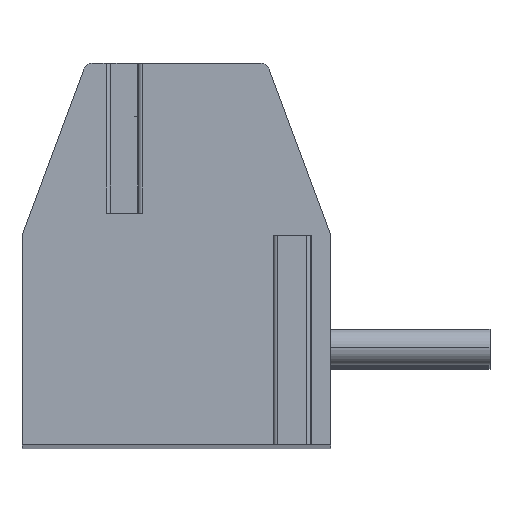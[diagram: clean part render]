
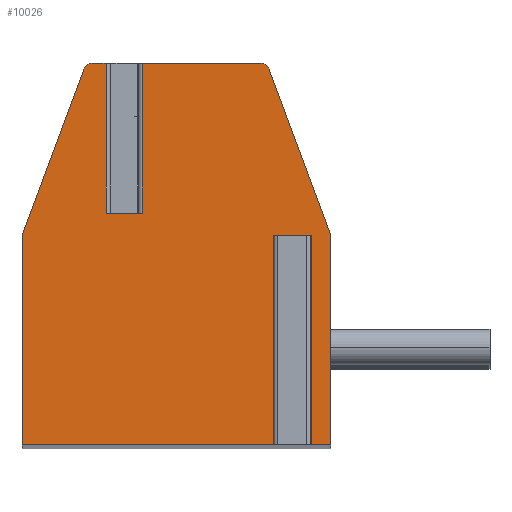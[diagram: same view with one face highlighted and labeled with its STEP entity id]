
A CAD part, top view. The second image highlights one B-rep face of the part: STEP entity #10026.
In plain terms, the highlighted planar face has unit normal (0, 0, 1).
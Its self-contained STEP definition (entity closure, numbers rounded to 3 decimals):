
#13=DIRECTION('',(1.,0.,0.));
#14=VECTOR('',#13,0.796);
#15=CARTESIAN_POINT('',(-1.548,0.9,47.25));
#16=LINE('',#15,#14);
#17=DIRECTION('',(0.,1.,0.));
#18=VECTOR('',#17,3.3);
#19=CARTESIAN_POINT('',(-0.752,0.9,47.25));
#20=LINE('',#19,#18);
#21=DIRECTION('',(-1.,0.,0.));
#22=VECTOR('',#21,2.603);
#23=CARTESIAN_POINT('',(1.851,4.2,47.25));
#24=LINE('',#23,#22);
#25=CARTESIAN_POINT('',(1.851,4.,47.25));
#26=DIRECTION('',(0.,0.,1.));
#27=DIRECTION('',(0.938,0.348,0.));
#28=AXIS2_PLACEMENT_3D('',#25,#26,#27);
#30=DIRECTION('',(-0.348,0.938,0.));
#31=VECTOR('',#30,3.914);
#32=CARTESIAN_POINT('',(3.4,0.4,47.25));
#33=LINE('',#32,#31);
#34=DIRECTION('',(0.,1.,0.));
#35=VECTOR('',#34,4.6);
#36=CARTESIAN_POINT('',(3.4,-4.2,47.25));
#37=LINE('',#36,#35);
#38=DIRECTION('',(1.,0.,0.));
#39=VECTOR('',#38,0.634);
#40=CARTESIAN_POINT('',(2.766,-4.2,47.25));
#41=LINE('',#40,#39);
#42=DIRECTION('',(0.,1.,0.));
#43=VECTOR('',#42,4.6);
#44=CARTESIAN_POINT('',(2.766,-4.2,47.25));
#45=LINE('',#44,#43);
#46=DIRECTION('',(-1.,0.,0.));
#47=VECTOR('',#46,0.43);
#48=CARTESIAN_POINT('',(2.766,0.4,47.25));
#49=LINE('',#48,#47);
#50=DIRECTION('',(0.,1.,0.));
#51=VECTOR('',#50,4.6);
#52=CARTESIAN_POINT('',(2.336,-4.2,47.25));
#53=LINE('',#52,#51);
#54=DIRECTION('',(1.,0.,0.));
#55=VECTOR('',#54,5.736);
#56=CARTESIAN_POINT('',(-3.4,-4.2,47.25));
#57=LINE('',#56,#55);
#58=DIRECTION('',(0.,-1.,0.));
#59=VECTOR('',#58,4.6);
#60=CARTESIAN_POINT('',(-3.4,0.4,47.25));
#61=LINE('',#60,#59);
#62=DIRECTION('',(-0.348,-0.938,0.));
#63=VECTOR('',#62,3.914);
#64=CARTESIAN_POINT('',(-2.038,4.07,47.25));
#65=LINE('',#64,#63);
#66=CARTESIAN_POINT('',(-1.851,4.,47.25));
#67=DIRECTION('',(0.,0.,1.));
#68=DIRECTION('',(0.,1.,0.));
#69=AXIS2_PLACEMENT_3D('',#66,#67,#68);
#71=DIRECTION('',(-1.,0.,0.));
#72=VECTOR('',#71,0.303);
#73=CARTESIAN_POINT('',(-1.548,4.2,47.25));
#74=LINE('',#73,#72);
#75=DIRECTION('',(0.,1.,0.));
#76=VECTOR('',#75,3.3);
#77=CARTESIAN_POINT('',(-1.548,0.9,47.25));
#78=LINE('',#77,#76);
#7837=CARTESIAN_POINT('',(-1.851,4.2,47.25));
#7838=CARTESIAN_POINT('',(-2.038,4.07,47.25));
#7839=VERTEX_POINT('',#7837);
#7840=VERTEX_POINT('',#7838);
#7841=CARTESIAN_POINT('',(-3.4,0.4,47.25));
#7842=VERTEX_POINT('',#7841);
#7843=CARTESIAN_POINT('',(-3.4,-4.2,47.25));
#7844=VERTEX_POINT('',#7843);
#7845=CARTESIAN_POINT('',(3.4,-4.2,47.25));
#7846=CARTESIAN_POINT('',(3.4,0.4,47.25));
#7847=VERTEX_POINT('',#7845);
#7848=VERTEX_POINT('',#7846);
#7849=CARTESIAN_POINT('',(2.038,4.07,47.25));
#7850=VERTEX_POINT('',#7849);
#7851=CARTESIAN_POINT('',(1.851,4.2,47.25));
#7852=VERTEX_POINT('',#7851);
#7893=CARTESIAN_POINT('',(2.766,0.4,47.25));
#7894=CARTESIAN_POINT('',(2.336,0.4,47.25));
#7895=VERTEX_POINT('',#7893);
#7896=VERTEX_POINT('',#7894);
#7897=CARTESIAN_POINT('',(2.336,-4.2,47.25));
#7898=VERTEX_POINT('',#7897);
#7899=CARTESIAN_POINT('',(2.766,-4.2,47.25));
#7900=VERTEX_POINT('',#7899);
#7961=CARTESIAN_POINT('',(-1.548,0.9,47.25));
#7962=CARTESIAN_POINT('',(-0.752,0.9,47.25));
#7963=VERTEX_POINT('',#7961);
#7964=VERTEX_POINT('',#7962);
#7965=CARTESIAN_POINT('',(-1.548,4.2,47.25));
#7966=VERTEX_POINT('',#7965);
#7967=CARTESIAN_POINT('',(-0.752,4.2,47.25));
#7968=VERTEX_POINT('',#7967);
#9987=CARTESIAN_POINT('',(0.,0.,47.25));
#9988=DIRECTION('',(0.,0.,1.));
#9989=DIRECTION('',(1.,0.,0.));
#9990=AXIS2_PLACEMENT_3D('',#9987,#9988,#9989);
#9991=PLANE('',#9990);
#9993=ORIENTED_EDGE('',*,*,#9992,.T.);
#9995=ORIENTED_EDGE('',*,*,#9994,.T.);
#9997=ORIENTED_EDGE('',*,*,#9996,.F.);
#9999=ORIENTED_EDGE('',*,*,#9998,.F.);
#10001=ORIENTED_EDGE('',*,*,#10000,.F.);
#10003=ORIENTED_EDGE('',*,*,#10002,.F.);
#10005=ORIENTED_EDGE('',*,*,#10004,.F.);
#10007=ORIENTED_EDGE('',*,*,#10006,.T.);
#10009=ORIENTED_EDGE('',*,*,#10008,.T.);
#10011=ORIENTED_EDGE('',*,*,#10010,.F.);
#10013=ORIENTED_EDGE('',*,*,#10012,.F.);
#10015=ORIENTED_EDGE('',*,*,#10014,.F.);
#10017=ORIENTED_EDGE('',*,*,#10016,.F.);
#10019=ORIENTED_EDGE('',*,*,#10018,.F.);
#10021=ORIENTED_EDGE('',*,*,#10020,.F.);
#10023=ORIENTED_EDGE('',*,*,#10022,.F.);
#10024=EDGE_LOOP('',(#9993,#9995,#9997,#9999,#10001,#10003,#10005,#10007,#10009,
#10011,#10013,#10015,#10017,#10019,#10021,#10023));
#10025=FACE_OUTER_BOUND('',#10024,.F.);
#29=CIRCLE('',#28,0.2);
#70=CIRCLE('',#69,0.2);
#9992=EDGE_CURVE('',#7963,#7964,#16,.T.);
#9994=EDGE_CURVE('',#7964,#7968,#20,.T.);
#9996=EDGE_CURVE('',#7852,#7968,#24,.T.);
#9998=EDGE_CURVE('',#7850,#7852,#29,.T.);
#10000=EDGE_CURVE('',#7848,#7850,#33,.T.);
#10002=EDGE_CURVE('',#7847,#7848,#37,.T.);
#10004=EDGE_CURVE('',#7900,#7847,#41,.T.);
#10006=EDGE_CURVE('',#7900,#7895,#45,.T.);
#10008=EDGE_CURVE('',#7895,#7896,#49,.T.);
#10010=EDGE_CURVE('',#7898,#7896,#53,.T.);
#10012=EDGE_CURVE('',#7844,#7898,#57,.T.);
#10014=EDGE_CURVE('',#7842,#7844,#61,.T.);
#10016=EDGE_CURVE('',#7840,#7842,#65,.T.);
#10018=EDGE_CURVE('',#7839,#7840,#70,.T.);
#10020=EDGE_CURVE('',#7966,#7839,#74,.T.);
#10022=EDGE_CURVE('',#7963,#7966,#78,.T.);
#10026=ADVANCED_FACE('',(#10025),#9991,.T.);
